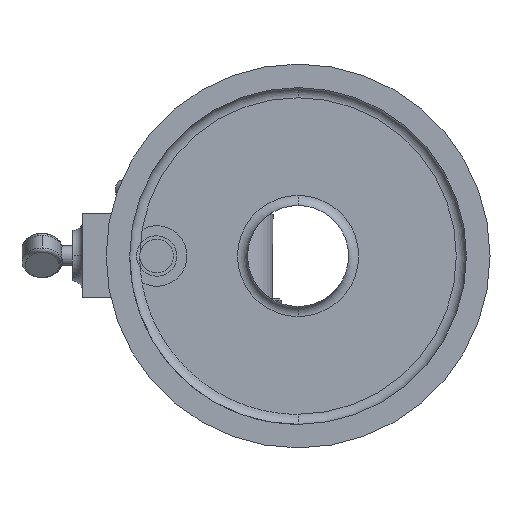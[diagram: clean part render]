
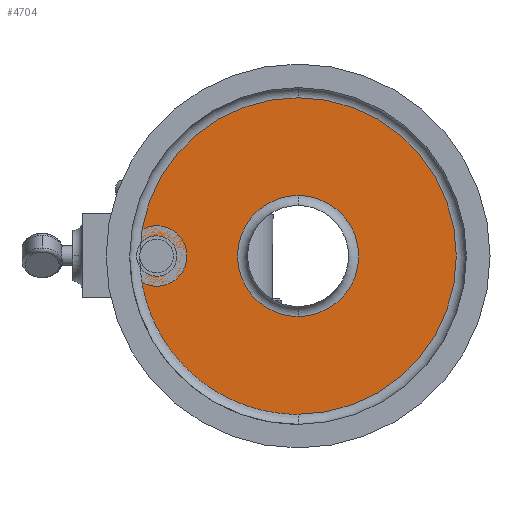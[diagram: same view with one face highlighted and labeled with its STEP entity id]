
A CAD part, front view. The second image highlights one B-rep face of the part: STEP entity #4704.
In plain terms, the highlighted face is planar.
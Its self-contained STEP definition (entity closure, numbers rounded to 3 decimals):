
#76 = ORIENTED_EDGE ( 'NONE', *, *, #539, .T. ) ;
#130 = AXIS2_PLACEMENT_3D ( 'NONE', #3510, #2603, #4039 ) ;
#214 = AXIS2_PLACEMENT_3D ( 'NONE', #4076, #2640, #3087 ) ;
#539 = EDGE_CURVE ( 'NONE', #5429, #1262, #1389, .T. ) ;
#572 = DIRECTION ( 'NONE',  ( 0., 0., 1. ) ) ;
#586 = ORIENTED_EDGE ( 'NONE', *, *, #1447, .T. ) ;
#955 = DIRECTION ( 'NONE',  ( 0., 1., 0. ) ) ;
#965 = AXIS2_PLACEMENT_3D ( 'NONE', #2446, #3709, #5577 ) ;
#1021 = ORIENTED_EDGE ( 'NONE', *, *, #3838, .T. ) ;
#1181 = ORIENTED_EDGE ( 'NONE', *, *, #4841, .T. ) ;
#1262 = VERTEX_POINT ( 'NONE', #3070 ) ;
#1295 = AXIS2_PLACEMENT_3D ( 'NONE', #4635, #955, #572 ) ;
#1384 = VERTEX_POINT ( 'NONE', #1998 ) ;
#1389 = CIRCLE ( 'NONE', #1295, 18. ) ;
#1447 = EDGE_CURVE ( 'NONE', #1384, #5052, #3006, .T. ) ;
#1539 = CIRCLE ( 'NONE', #214, 5. ) ;
#1596 = CIRCLE ( 'NONE', #4441, 54. ) ;
#1701 = CARTESIAN_POINT ( 'NONE',  ( 0., -18., 0. ) ) ;
#1710 = DIRECTION ( 'NONE',  ( 0., 1., 0. ) ) ;
#1998 = CARTESIAN_POINT ( 'NONE',  ( 0., -18., -54. ) ) ;
#2223 = PLANE ( 'NONE',  #130 ) ;
#2446 = CARTESIAN_POINT ( 'NONE',  ( 0., -18., 0. ) ) ;
#2603 = DIRECTION ( 'NONE',  ( 0., 1., 0. ) ) ;
#2640 = DIRECTION ( 'NONE',  ( 0., 1., 0. ) ) ;
#2665 = FACE_OUTER_BOUND ( 'NONE', #3611, .T. ) ;
#2919 = EDGE_CURVE ( 'NONE', #5052, #1384, #1596, .T. ) ;
#2979 = CARTESIAN_POINT ( 'NONE',  ( -42., -18., 0. ) ) ;
#3006 = CIRCLE ( 'NONE', #4807, 54. ) ;
#3056 = DIRECTION ( 'NONE',  ( 0., 0., 1. ) ) ;
#3070 = CARTESIAN_POINT ( 'NONE',  ( 0., -18., 18. ) ) ;
#3087 = DIRECTION ( 'NONE',  ( 0., 0., 1. ) ) ;
#3089 = DIRECTION ( 'NONE',  ( 0., -1., 0. ) ) ;
#3149 = DIRECTION ( 'NONE',  ( 0., 0., 1. ) ) ;
#3163 = EDGE_LOOP ( 'NONE', ( #1181, #76 ) ) ;
#3249 = VERTEX_POINT ( 'NONE', #3355 ) ;
#3355 = CARTESIAN_POINT ( 'NONE',  ( -42., -18., -5. ) ) ;
#3400 = CARTESIAN_POINT ( 'NONE',  ( -42., -18., 5. ) ) ;
#3510 = CARTESIAN_POINT ( 'NONE',  ( 0., -18., 0. ) ) ;
#3513 = DIRECTION ( 'NONE',  ( 0., -1., 0. ) ) ;
#3522 = DIRECTION ( 'NONE',  ( 0., 0., 1. ) ) ;
#3611 = EDGE_LOOP ( 'NONE', ( #3671, #586 ) ) ;
#3671 = ORIENTED_EDGE ( 'NONE', *, *, #2919, .T. ) ;
#3699 = VERTEX_POINT ( 'NONE', #3400 ) ;
#3709 = DIRECTION ( 'NONE',  ( 0., 1., 0. ) ) ;
#3838 = EDGE_CURVE ( 'NONE', #3699, #3249, #1539, .T. ) ;
#3956 = FACE_BOUND ( 'NONE', #3163, .T. ) ;
#4039 = DIRECTION ( 'NONE',  ( 0., 0., 1. ) ) ;
#4076 = CARTESIAN_POINT ( 'NONE',  ( -42., -18., 0. ) ) ;
#4378 = CIRCLE ( 'NONE', #4565, 5. ) ;
#4406 = CARTESIAN_POINT ( 'NONE',  ( 0., -18., -18. ) ) ;
#4441 = AXIS2_PLACEMENT_3D ( 'NONE', #1701, #3513, #3056 ) ;
#4565 = AXIS2_PLACEMENT_3D ( 'NONE', #2979, #1710, #3522 ) ;
#4592 = EDGE_LOOP ( 'NONE', ( #1021, #5489 ) ) ;
#4635 = CARTESIAN_POINT ( 'NONE',  ( 0., -18., 0. ) ) ;
#4704 = ADVANCED_FACE ( 'NONE', ( #2665, #3956, #5738 ), #2223, .F. ) ;
#4751 = CIRCLE ( 'NONE', #965, 18. ) ;
#4807 = AXIS2_PLACEMENT_3D ( 'NONE', #5365, #3089, #3149 ) ;
#4841 = EDGE_CURVE ( 'NONE', #1262, #5429, #4751, .T. ) ;
#4946 = EDGE_CURVE ( 'NONE', #3249, #3699, #4378, .T. ) ;
#5052 = VERTEX_POINT ( 'NONE', #5433 ) ;
#5365 = CARTESIAN_POINT ( 'NONE',  ( 0., -18., 0. ) ) ;
#5429 = VERTEX_POINT ( 'NONE', #4406 ) ;
#5433 = CARTESIAN_POINT ( 'NONE',  ( 0., -18., 54. ) ) ;
#5489 = ORIENTED_EDGE ( 'NONE', *, *, #4946, .T. ) ;
#5577 = DIRECTION ( 'NONE',  ( 0., 0., 1. ) ) ;
#5738 = FACE_BOUND ( 'NONE', #4592, .T. ) ;
